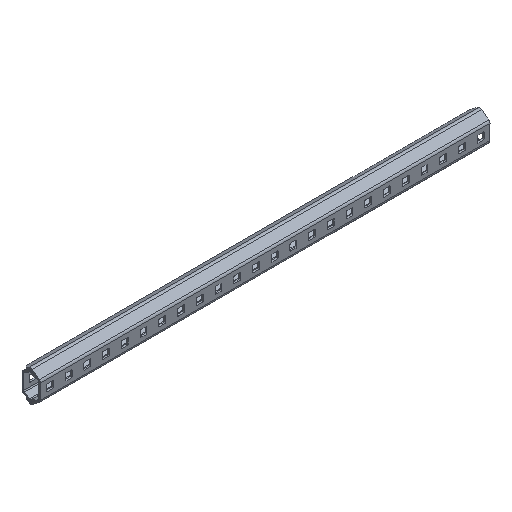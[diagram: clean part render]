
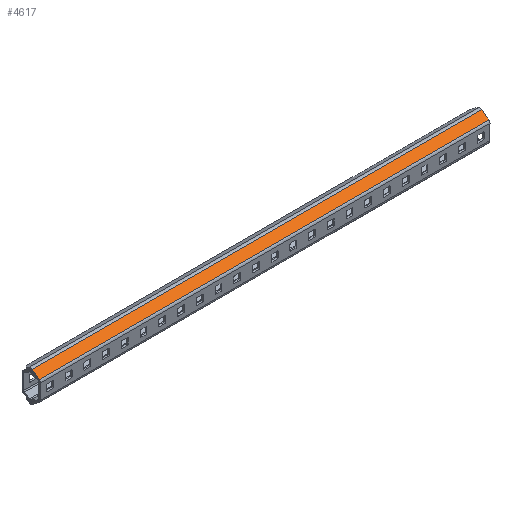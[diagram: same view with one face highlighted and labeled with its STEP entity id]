
A CAD part, isometric view. The second image highlights one B-rep face of the part: STEP entity #4617.
In plain terms, the highlighted planar face has unit normal (0, -0.602, 0.799).
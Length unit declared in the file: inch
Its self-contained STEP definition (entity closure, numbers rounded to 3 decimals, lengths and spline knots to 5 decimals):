
#4515 = VERTEX_POINT ( 'NONE', #13272 ) ;
#4576 = VERTEX_POINT ( 'NONE', #13359 ) ;
#4595 = EDGE_CURVE ( 'NONE', #4596, #4612, #13388, .T. ) ;
#4596 = VERTEX_POINT ( 'NONE', #13384 ) ;
#4597 = ORIENTED_EDGE ( 'NONE', *, *, #4616, .T. ) ;
#4598 = ORIENTED_EDGE ( 'NONE', *, *, #4622, .F. ) ;
#4599 = ORIENTED_EDGE ( 'NONE', *, *, #4600, .T. ) ;
#4600 = EDGE_CURVE ( 'NONE', #4515, #4596, #13383, .T. ) ;
#4612 = VERTEX_POINT ( 'NONE', #13424 ) ;
#4616 = EDGE_CURVE ( 'NONE', #4612, #4576, #13423, .T. ) ;
#4617 = ADVANCED_FACE ( 'NONE', ( #13419 ), #13418, .F. ) ;
#4618 = EDGE_LOOP ( 'NONE', ( #4619, #4597, #4598, #4599 ) ) ;
#4619 = ORIENTED_EDGE ( 'NONE', *, *, #4595, .T. ) ;
#4622 = EDGE_CURVE ( 'NONE', #4515, #4576, #13413, .T. ) ;
#13272 = CARTESIAN_POINT ( 'NONE',  ( 9.00702, 0.03106, 1.08469 ) ) ;
#13359 = CARTESIAN_POINT ( 'NONE',  ( -2.99298, 0.03106, 1.08469 ) ) ;
#13381 = VECTOR ( 'NONE', #13445, 39.37008 ) ;
#13382 = CARTESIAN_POINT ( 'NONE',  ( 9.00702, 0.23954, 1.24179 ) ) ;
#13383 = LINE ( 'NONE', #13382, #13381 ) ;
#13384 = CARTESIAN_POINT ( 'NONE',  ( 9.00702, 0.22326, 1.22952 ) ) ;
#13385 = DIRECTION ( 'NONE',  ( -1., 0., 0. ) ) ;
#13386 = VECTOR ( 'NONE', #13385, 39.37008 ) ;
#13387 = CARTESIAN_POINT ( 'NONE',  ( 9.00702, 0.22326, 1.22952 ) ) ;
#13388 = LINE ( 'NONE', #13387, #13386 ) ;
#13413 = LINE ( 'NONE', #13476, #13475 ) ;
#13414 = DIRECTION ( 'NONE',  ( 0., 0.799, 0.602 ) ) ;
#13415 = DIRECTION ( 'NONE',  ( 0., 0.602, -0.799 ) ) ;
#13416 = CARTESIAN_POINT ( 'NONE',  ( -2.99298, 0.23954, 1.24179 ) ) ;
#13417 = AXIS2_PLACEMENT_3D ( 'NONE', #13416, #13415, #13414 ) ;
#13418 = PLANE ( 'NONE',  #13417 ) ;
#13419 = FACE_OUTER_BOUND ( 'NONE', #4618, .T. ) ;
#13420 = DIRECTION ( 'NONE',  ( 0., -0.799, -0.602 ) ) ;
#13421 = VECTOR ( 'NONE', #13420, 39.37008 ) ;
#13422 = CARTESIAN_POINT ( 'NONE',  ( -2.99298, 0.23954, 1.24179 ) ) ;
#13423 = LINE ( 'NONE', #13422, #13421 ) ;
#13424 = CARTESIAN_POINT ( 'NONE',  ( -2.99298, 0.22326, 1.22952 ) ) ;
#13445 = DIRECTION ( 'NONE',  ( 0., 0.799, 0.602 ) ) ;
#13474 = DIRECTION ( 'NONE',  ( -1., 0., 0. ) ) ;
#13475 = VECTOR ( 'NONE', #13474, 39.37008 ) ;
#13476 = CARTESIAN_POINT ( 'NONE',  ( -2.99298, 0.03106, 1.08469 ) ) ;
